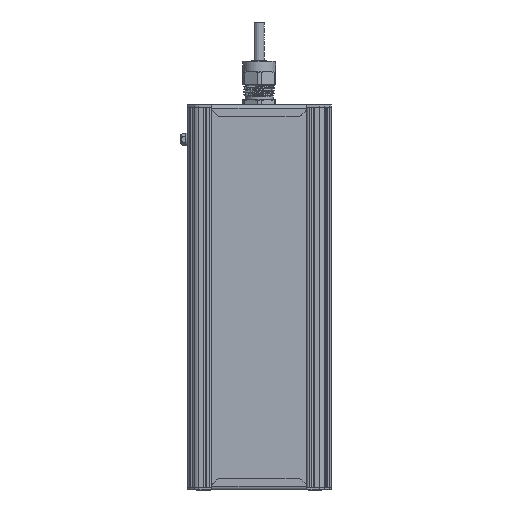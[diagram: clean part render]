
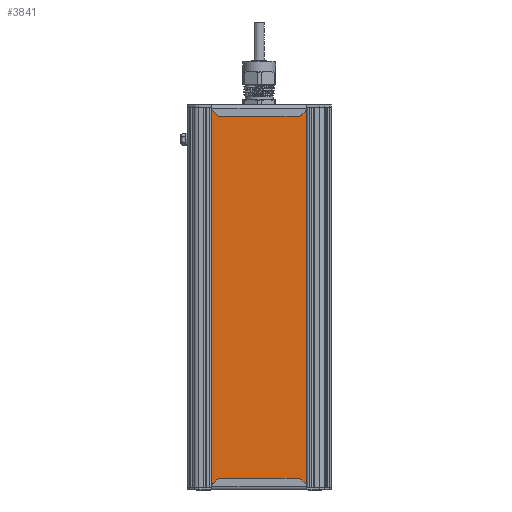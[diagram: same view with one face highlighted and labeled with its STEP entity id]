
A CAD part, front view. The second image highlights one B-rep face of the part: STEP entity #3841.
In plain terms, the highlighted face is planar.
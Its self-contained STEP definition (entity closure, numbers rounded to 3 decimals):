
#3841=ADVANCED_FACE('',(#10594),#10596,.T.);
#10594=FACE_BOUND('',#10595,.T.);
#10595=EDGE_LOOP('',(#38480,#38481,#38482,#38483));
#10596=PLANE('',#10597);
#10597=AXIS2_PLACEMENT_3D('',#10598,#10599,#10600);
#10598=CARTESIAN_POINT('',(120.465,593.492,117.308));
#10599=DIRECTION('',(0.,0.,-1.));
#10600=DIRECTION('',(0.,1.,0.));
#38480=ORIENTED_EDGE('',*,*,#44781,.T.);
#38481=ORIENTED_EDGE('',*,*,#44780,.T.);
#38482=ORIENTED_EDGE('',*,*,#44782,.F.);
#38483=ORIENTED_EDGE('',*,*,#44783,.F.);
#44780=EDGE_CURVE('',#48997,#49002,#49004,.T.);
#44781=EDGE_CURVE('',#49005,#48997,#49006,.T.);
#44782=EDGE_CURVE('',#49007,#49002,#49008,.T.);
#44783=EDGE_CURVE('',#49005,#49007,#49009,.T.);
#48997=VERTEX_POINT('',#60892);
#49002=VERTEX_POINT('',#60901);
#49004=LINE('',#60905,#60906);
#49005=VERTEX_POINT('',#60908);
#49006=LINE('',#60909,#60910);
#49007=VERTEX_POINT('',#60912);
#49008=LINE('',#60913,#60914);
#49009=LINE('',#60916,#60917);
#60892=CARTESIAN_POINT('',(120.465,679.838,117.308));
#60901=CARTESIAN_POINT('',(416.465,679.838,117.308));
#60905=CARTESIAN_POINT('',(120.465,679.838,117.308));
#60906=VECTOR('',#60907,1.);
#60907=DIRECTION('',(1.,0.,0.));
#60908=CARTESIAN_POINT('',(120.465,593.492,117.308));
#60909=CARTESIAN_POINT('',(120.465,593.492,117.308));
#60910=VECTOR('',#60911,1.);
#60911=DIRECTION('',(0.,1.,0.));
#60912=CARTESIAN_POINT('',(416.465,593.492,117.308));
#60913=CARTESIAN_POINT('',(416.465,593.492,117.308));
#60914=VECTOR('',#60915,1.);
#60915=DIRECTION('',(0.,1.,0.));
#60916=CARTESIAN_POINT('',(120.465,593.492,117.308));
#60917=VECTOR('',#60918,1.);
#60918=DIRECTION('',(1.,0.,0.));
